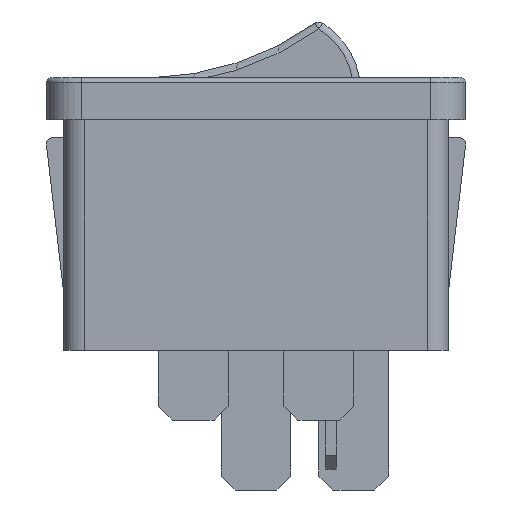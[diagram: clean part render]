
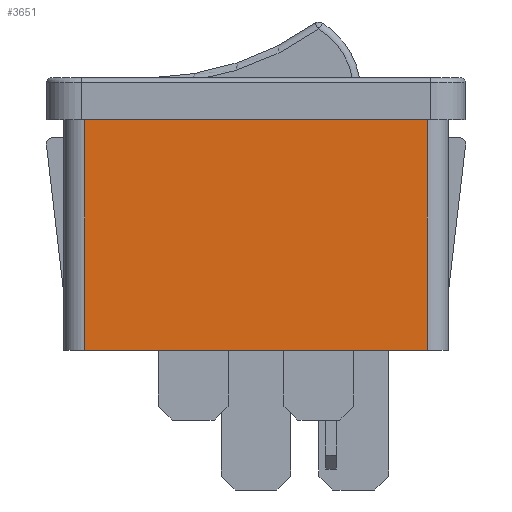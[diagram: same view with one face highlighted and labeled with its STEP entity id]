
A CAD part, front view. The second image highlights one B-rep face of the part: STEP entity #3651.
In plain terms, the highlighted planar face has unit normal (0, -1, 0).
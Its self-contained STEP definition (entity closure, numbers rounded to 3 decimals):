
#118=PLANE('',#3990);
#340=FACE_OUTER_BOUND('',#566,.T.);
#566=EDGE_LOOP('',(#3035,#3036,#3037,#3038));
#847=LINE('',#5758,#1248);
#851=LINE('',#5767,#1252);
#856=LINE('',#5787,#1257);
#873=LINE('',#5834,#1274);
#1248=VECTOR('',#4672,10.);
#1252=VECTOR('',#4680,10.);
#1257=VECTOR('',#4697,10.);
#1274=VECTOR('',#4752,10.);
#1755=VERTEX_POINT('',#5751);
#1758=VERTEX_POINT('',#5756);
#1761=VERTEX_POINT('',#5766);
#1770=VERTEX_POINT('',#5786);
#2191=EDGE_CURVE('',#1758,#1755,#847,.T.);
#2195=EDGE_CURVE('',#1755,#1761,#851,.T.);
#2205=EDGE_CURVE('',#1761,#1770,#856,.T.);
#2229=EDGE_CURVE('',#1770,#1758,#873,.T.);
#3035=ORIENTED_EDGE('',*,*,#2191,.F.);
#3036=ORIENTED_EDGE('',*,*,#2229,.F.);
#3037=ORIENTED_EDGE('',*,*,#2205,.F.);
#3038=ORIENTED_EDGE('',*,*,#2195,.F.);
#3651=ADVANCED_FACE('',(#340),#118,.T.);
#3990=AXIS2_PLACEMENT_3D('',#5833,#4750,#4751);
#4672=DIRECTION('',(0.,0.,-1.));
#4680=DIRECTION('',(-1.,0.,0.));
#4697=DIRECTION('',(0.,0.,1.));
#4750=DIRECTION('center_axis',(0.,-1.,0.));
#4751=DIRECTION('ref_axis',(-1.,0.,0.));
#4752=DIRECTION('',(1.,0.,0.));
#5751=CARTESIAN_POINT('',(12.25,0.,-16.5));
#5756=CARTESIAN_POINT('',(12.25,0.,0.));
#5758=CARTESIAN_POINT('',(12.25,0.,0.));
#5766=CARTESIAN_POINT('',(-12.25,0.,-16.5));
#5767=CARTESIAN_POINT('',(-13.75,0.,-16.5));
#5786=CARTESIAN_POINT('',(-12.25,0.,0.));
#5787=CARTESIAN_POINT('',(-12.25,0.,0.));
#5833=CARTESIAN_POINT('Origin',(13.75,0.,0.));
#5834=CARTESIAN_POINT('',(6.875,0.,0.));
